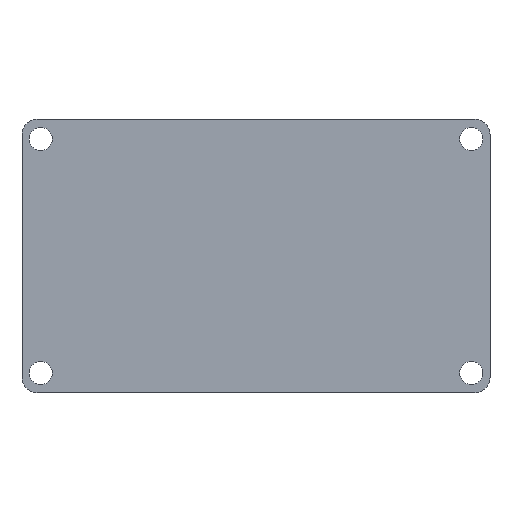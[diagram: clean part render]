
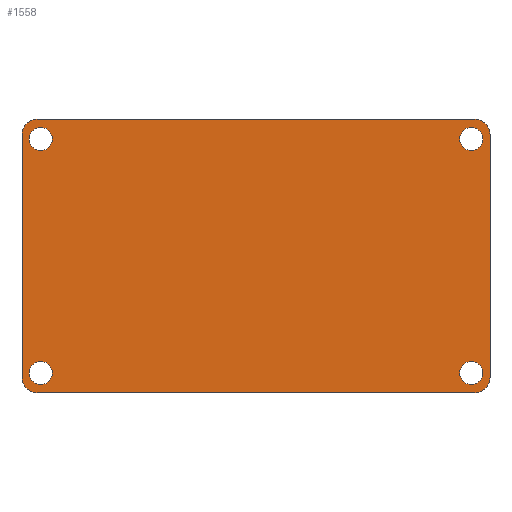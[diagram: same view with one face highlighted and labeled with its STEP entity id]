
A CAD part, front view. The second image highlights one B-rep face of the part: STEP entity #1558.
In plain terms, the highlighted planar face has unit normal (0, -1, 0).
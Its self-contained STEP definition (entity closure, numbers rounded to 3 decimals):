
#8 = DIRECTION ( 'NONE',  ( 0., 1., 0. ) ) ;
#28 = CARTESIAN_POINT ( 'NONE',  ( -35.4, 0., 17.35 ) ) ;
#37 = DIRECTION ( 'NONE',  ( 0., 0., -1. ) ) ;
#38 = AXIS2_PLACEMENT_3D ( 'NONE', #760, #1255, #1279 ) ;
#47 = VERTEX_POINT ( 'NONE', #682 ) ;
#60 = CARTESIAN_POINT ( 'NONE',  ( -36., 0., 20. ) ) ;
#69 = CARTESIAN_POINT ( 'NONE',  ( 36., 0., -22.5 ) ) ;
#70 = CARTESIAN_POINT ( 'NONE',  ( 36., 0., 22.5 ) ) ;
#74 = ORIENTED_EDGE ( 'NONE', *, *, #875, .T. ) ;
#106 = CIRCLE ( 'NONE', #1546, 1.9 ) ;
#111 = EDGE_CURVE ( 'NONE', #661, #1510, #1128, .T. ) ;
#124 = VECTOR ( 'NONE', #724, 1000. ) ;
#125 = CIRCLE ( 'NONE', #274, 2.5 ) ;
#146 = AXIS2_PLACEMENT_3D ( 'NONE', #60, #436, #213 ) ;
#165 = DIRECTION ( 'NONE',  ( 0., 1., 0. ) ) ;
#185 = PLANE ( 'NONE',  #146 ) ;
#201 = CARTESIAN_POINT ( 'NONE',  ( -35.4, 0., 21.15 ) ) ;
#202 = CARTESIAN_POINT ( 'NONE',  ( -36., 0., -22.5 ) ) ;
#213 = DIRECTION ( 'NONE',  ( 0., 0., -1. ) ) ;
#221 = DIRECTION ( 'NONE',  ( 0., 1., 0. ) ) ;
#222 = CARTESIAN_POINT ( 'NONE',  ( -35.4, 0., -19.25 ) ) ;
#224 = CARTESIAN_POINT ( 'NONE',  ( -38.5, 0., 20. ) ) ;
#233 = CARTESIAN_POINT ( 'NONE',  ( 36., 0., 22.5 ) ) ;
#259 = EDGE_CURVE ( 'NONE', #1402, #766, #1290, .T. ) ;
#274 = AXIS2_PLACEMENT_3D ( 'NONE', #1579, #221, #360 ) ;
#286 = EDGE_CURVE ( 'NONE', #317, #874, #106, .T. ) ;
#312 = CARTESIAN_POINT ( 'NONE',  ( -36., 0., -20. ) ) ;
#317 = VERTEX_POINT ( 'NONE', #201 ) ;
#333 = CARTESIAN_POINT ( 'NONE',  ( -35.4, 0., 19.25 ) ) ;
#353 = DIRECTION ( 'NONE',  ( 0., 1., 0. ) ) ;
#359 = ORIENTED_EDGE ( 'NONE', *, *, #1592, .T. ) ;
#360 = DIRECTION ( 'NONE',  ( 0., 0., -1. ) ) ;
#373 = ORIENTED_EDGE ( 'NONE', *, *, #634, .F. ) ;
#377 = CIRCLE ( 'NONE', #1021, 1.9 ) ;
#387 = EDGE_CURVE ( 'NONE', #1048, #661, #610, .T. ) ;
#415 = EDGE_CURVE ( 'NONE', #743, #1048, #125, .T. ) ;
#427 = CARTESIAN_POINT ( 'NONE',  ( 35.4, 0., 19.25 ) ) ;
#436 = DIRECTION ( 'NONE',  ( 0., -1., 0. ) ) ;
#447 = CARTESIAN_POINT ( 'NONE',  ( 36., 0., -22.5 ) ) ;
#448 = AXIS2_PLACEMENT_3D ( 'NONE', #1278, #165, #514 ) ;
#456 = ORIENTED_EDGE ( 'NONE', *, *, #259, .T. ) ;
#463 = EDGE_LOOP ( 'NONE', ( #456, #1496 ) ) ;
#465 = LINE ( 'NONE', #69, #1404 ) ;
#496 = EDGE_CURVE ( 'NONE', #874, #317, #1440, .T. ) ;
#508 = EDGE_LOOP ( 'NONE', ( #1429, #972, #373, #619, #967, #748, #840, #1269 ) ) ;
#510 = VERTEX_POINT ( 'NONE', #708 ) ;
#514 = DIRECTION ( 'NONE',  ( 0., 0., -1. ) ) ;
#529 = CIRCLE ( 'NONE', #448, 1.9 ) ;
#551 = DIRECTION ( 'NONE',  ( 0., 1., 0. ) ) ;
#561 = CARTESIAN_POINT ( 'NONE',  ( -38.5, 0., -20. ) ) ;
#581 = LINE ( 'NONE', #224, #124 ) ;
#589 = DIRECTION ( 'NONE',  ( 0., 0., -1. ) ) ;
#596 = VERTEX_POINT ( 'NONE', #714 ) ;
#597 = DIRECTION ( 'NONE',  ( 0., 0., -1. ) ) ;
#603 = LINE ( 'NONE', #1581, #1484 ) ;
#606 = EDGE_LOOP ( 'NONE', ( #635, #1234 ) ) ;
#610 = LINE ( 'NONE', #233, #749 ) ;
#619 = ORIENTED_EDGE ( 'NONE', *, *, #1520, .F. ) ;
#634 = EDGE_CURVE ( 'NONE', #1465, #1481, #1114, .T. ) ;
#635 = ORIENTED_EDGE ( 'NONE', *, *, #286, .T. ) ;
#639 = CARTESIAN_POINT ( 'NONE',  ( 36., 0., -20. ) ) ;
#640 = EDGE_LOOP ( 'NONE', ( #651, #359 ) ) ;
#644 = AXIS2_PLACEMENT_3D ( 'NONE', #1502, #1265, #757 ) ;
#651 = ORIENTED_EDGE ( 'NONE', *, *, #1274, .T. ) ;
#652 = AXIS2_PLACEMENT_3D ( 'NONE', #639, #8, #883 ) ;
#661 = VERTEX_POINT ( 'NONE', #70 ) ;
#682 = CARTESIAN_POINT ( 'NONE',  ( 38.5, 0., -20. ) ) ;
#686 = DIRECTION ( 'NONE',  ( 0., 0., -1. ) ) ;
#708 = CARTESIAN_POINT ( 'NONE',  ( 35.4, 0., -17.35 ) ) ;
#714 = CARTESIAN_POINT ( 'NONE',  ( 35.4, 0., -21.15 ) ) ;
#723 = CIRCLE ( 'NONE', #1047, 1.9 ) ;
#724 = DIRECTION ( 'NONE',  ( 0., 0., 1. ) ) ;
#743 = VERTEX_POINT ( 'NONE', #1094 ) ;
#748 = ORIENTED_EDGE ( 'NONE', *, *, #844, .F. ) ;
#749 = VECTOR ( 'NONE', #1215, 1000. ) ;
#757 = DIRECTION ( 'NONE',  ( 0., 0., 1. ) ) ;
#760 = CARTESIAN_POINT ( 'NONE',  ( 35.4, 0., -19.25 ) ) ;
#766 = VERTEX_POINT ( 'NONE', #1364 ) ;
#817 = FACE_BOUND ( 'NONE', #640, .T. ) ;
#821 = AXIS2_PLACEMENT_3D ( 'NONE', #312, #1297, #1322 ) ;
#828 = FACE_OUTER_BOUND ( 'NONE', #508, .T. ) ;
#840 = ORIENTED_EDGE ( 'NONE', *, *, #111, .F. ) ;
#844 = EDGE_CURVE ( 'NONE', #1510, #47, #603, .T. ) ;
#857 = CARTESIAN_POINT ( 'NONE',  ( -35.4, 0., -17.35 ) ) ;
#874 = VERTEX_POINT ( 'NONE', #28 ) ;
#875 = EDGE_CURVE ( 'NONE', #1173, #1153, #529, .T. ) ;
#883 = DIRECTION ( 'NONE',  ( 0., 0., 1. ) ) ;
#925 = DIRECTION ( 'NONE',  ( 0., 0., -1. ) ) ;
#949 = CIRCLE ( 'NONE', #652, 2.5 ) ;
#958 = CARTESIAN_POINT ( 'NONE',  ( -35.4, 0., 19.25 ) ) ;
#967 = ORIENTED_EDGE ( 'NONE', *, *, #1261, .F. ) ;
#972 = ORIENTED_EDGE ( 'NONE', *, *, #1105, .F. ) ;
#989 = ORIENTED_EDGE ( 'NONE', *, *, #1446, .T. ) ;
#1021 = AXIS2_PLACEMENT_3D ( 'NONE', #222, #353, #1060 ) ;
#1023 = CARTESIAN_POINT ( 'NONE',  ( 35.4, 0., 21.15 ) ) ;
#1045 = VERTEX_POINT ( 'NONE', #447 ) ;
#1047 = AXIS2_PLACEMENT_3D ( 'NONE', #427, #551, #925 ) ;
#1048 = VERTEX_POINT ( 'NONE', #1582 ) ;
#1051 = FACE_BOUND ( 'NONE', #463, .T. ) ;
#1060 = DIRECTION ( 'NONE',  ( 0., 0., -1. ) ) ;
#1078 = CIRCLE ( 'NONE', #1511, 1.9 ) ;
#1094 = CARTESIAN_POINT ( 'NONE',  ( -38.5, 0., 20. ) ) ;
#1102 = DIRECTION ( 'NONE',  ( 0., 0., -1. ) ) ;
#1105 = EDGE_CURVE ( 'NONE', #1481, #743, #581, .T. ) ;
#1111 = AXIS2_PLACEMENT_3D ( 'NONE', #958, #1192, #597 ) ;
#1114 = CIRCLE ( 'NONE', #821, 2.5 ) ;
#1128 = CIRCLE ( 'NONE', #644, 2.5 ) ;
#1153 = VERTEX_POINT ( 'NONE', #857 ) ;
#1173 = VERTEX_POINT ( 'NONE', #1367 ) ;
#1192 = DIRECTION ( 'NONE',  ( 0., 1., 0. ) ) ;
#1194 = CARTESIAN_POINT ( 'NONE',  ( 35.4, 0., 19.25 ) ) ;
#1215 = DIRECTION ( 'NONE',  ( 1., 0., 0. ) ) ;
#1234 = ORIENTED_EDGE ( 'NONE', *, *, #496, .T. ) ;
#1255 = DIRECTION ( 'NONE',  ( 0., 1., 0. ) ) ;
#1261 = EDGE_CURVE ( 'NONE', #47, #1045, #949, .T. ) ;
#1265 = DIRECTION ( 'NONE',  ( 0., 1., 0. ) ) ;
#1269 = ORIENTED_EDGE ( 'NONE', *, *, #387, .F. ) ;
#1274 = EDGE_CURVE ( 'NONE', #510, #596, #1365, .T. ) ;
#1278 = CARTESIAN_POINT ( 'NONE',  ( -35.4, 0., -19.25 ) ) ;
#1279 = DIRECTION ( 'NONE',  ( 0., 0., -1. ) ) ;
#1290 = CIRCLE ( 'NONE', #1499, 1.9 ) ;
#1296 = FACE_BOUND ( 'NONE', #606, .T. ) ;
#1297 = DIRECTION ( 'NONE',  ( 0., 1., 0. ) ) ;
#1322 = DIRECTION ( 'NONE',  ( 0., 0., 1. ) ) ;
#1364 = CARTESIAN_POINT ( 'NONE',  ( 35.4, 0., 17.35 ) ) ;
#1365 = CIRCLE ( 'NONE', #38, 1.9 ) ;
#1367 = CARTESIAN_POINT ( 'NONE',  ( -35.4, 0., -21.15 ) ) ;
#1378 = EDGE_CURVE ( 'NONE', #766, #1402, #723, .T. ) ;
#1402 = VERTEX_POINT ( 'NONE', #1023 ) ;
#1404 = VECTOR ( 'NONE', #1560, 1000. ) ;
#1429 = ORIENTED_EDGE ( 'NONE', *, *, #415, .F. ) ;
#1440 = CIRCLE ( 'NONE', #1111, 1.9 ) ;
#1446 = EDGE_CURVE ( 'NONE', #1153, #1173, #377, .T. ) ;
#1447 = EDGE_LOOP ( 'NONE', ( #989, #74 ) ) ;
#1462 = FACE_BOUND ( 'NONE', #1447, .T. ) ;
#1465 = VERTEX_POINT ( 'NONE', #202 ) ;
#1471 = CARTESIAN_POINT ( 'NONE',  ( 35.4, 0., -19.25 ) ) ;
#1481 = VERTEX_POINT ( 'NONE', #561 ) ;
#1484 = VECTOR ( 'NONE', #37, 1000. ) ;
#1496 = ORIENTED_EDGE ( 'NONE', *, *, #1378, .T. ) ;
#1499 = AXIS2_PLACEMENT_3D ( 'NONE', #1194, #1549, #589 ) ;
#1502 = CARTESIAN_POINT ( 'NONE',  ( 36., 0., 20. ) ) ;
#1510 = VERTEX_POINT ( 'NONE', #1542 ) ;
#1511 = AXIS2_PLACEMENT_3D ( 'NONE', #1471, #1601, #1102 ) ;
#1520 = EDGE_CURVE ( 'NONE', #1045, #1465, #465, .T. ) ;
#1533 = DIRECTION ( 'NONE',  ( 0., 1., 0. ) ) ;
#1542 = CARTESIAN_POINT ( 'NONE',  ( 38.5, 0., 20. ) ) ;
#1546 = AXIS2_PLACEMENT_3D ( 'NONE', #333, #1533, #686 ) ;
#1549 = DIRECTION ( 'NONE',  ( 0., 1., 0. ) ) ;
#1558 = ADVANCED_FACE ( 'NONE', ( #817, #1296, #1051, #1462, #828 ), #185, .T. ) ;
#1560 = DIRECTION ( 'NONE',  ( -1., 0., 0. ) ) ;
#1579 = CARTESIAN_POINT ( 'NONE',  ( -36., 0., 20. ) ) ;
#1581 = CARTESIAN_POINT ( 'NONE',  ( 38.5, 0., 20. ) ) ;
#1582 = CARTESIAN_POINT ( 'NONE',  ( -36., 0., 22.5 ) ) ;
#1592 = EDGE_CURVE ( 'NONE', #596, #510, #1078, .T. ) ;
#1601 = DIRECTION ( 'NONE',  ( 0., 1., 0. ) ) ;
